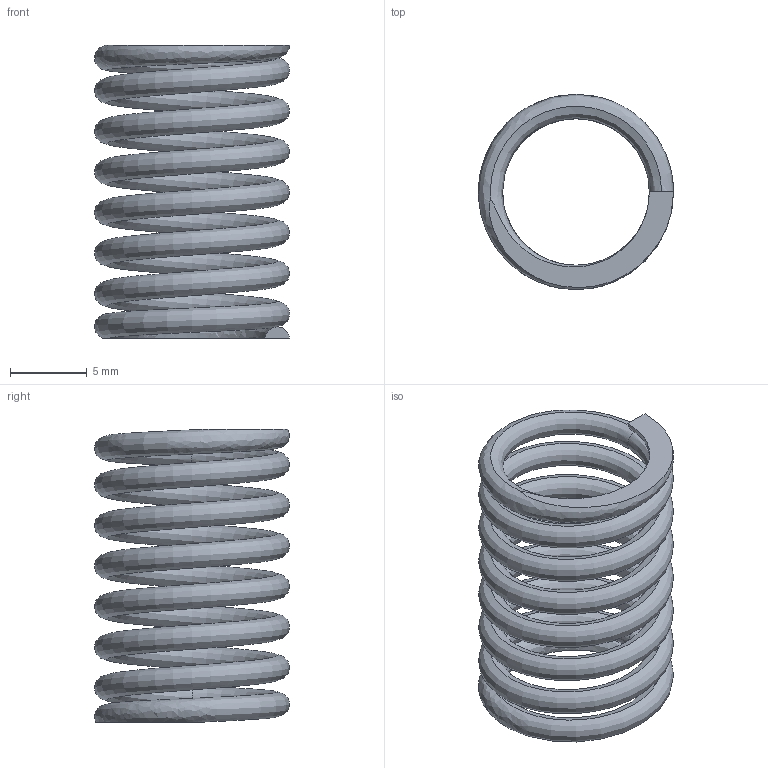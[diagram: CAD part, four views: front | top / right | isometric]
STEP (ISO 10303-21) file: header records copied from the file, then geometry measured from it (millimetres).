
FILE_DESCRIPTION (( 'STEP AP214' ), '1' );
FILE_NAME ('Spring (9657K313).step', '2023-01-06T00:25:00', ( '' ), ( '' ), 'SwSTEP 2.0', 'SolidWorks 2019', '' );
FILE_SCHEMA (( 'AUTOMOTIVE_DESIGN' ));
Length unit declared in the file: inch
Products named in the file (1): Spring (9657K313)
Bounding box: 12.7 x 12.7 x 19.07 mm (x, y, z)
Volume: 531.3 mm3; surface area: 1376.7 mm2
Topology: 1 solids, 1 shells, 11 faces, 23 edges, 14 vertices
Faces by surface type: bspline 6, plane 4, cylinder 1
Entity records: 4497 total; most frequent: CARTESIAN_POINT 4284, ORIENTED_EDGE 46, EDGE_CURVE 23, DIRECTION 20, VERTEX_POINT 14, B_SPLINE_CURVE_WITH_KNOTS 12, FACE_OUTER_BOUND 11, ADVANCED_FACE 11
